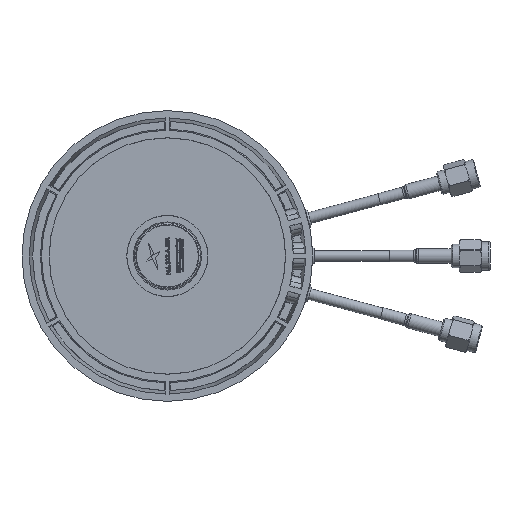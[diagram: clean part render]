
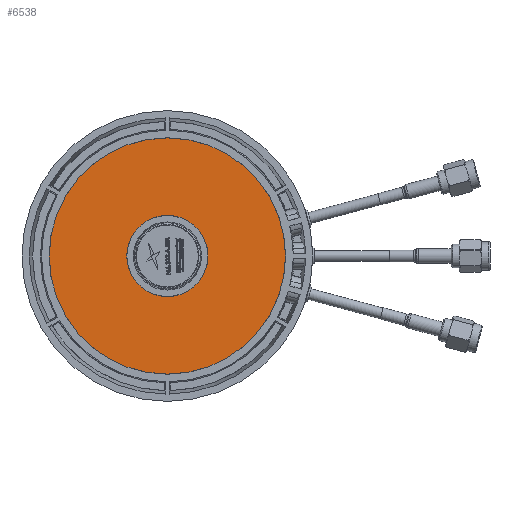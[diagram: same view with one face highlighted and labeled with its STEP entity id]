
A CAD part, front view. The second image highlights one B-rep face of the part: STEP entity #6538.
In plain terms, the highlighted planar face has unit normal (0, -1, 0).
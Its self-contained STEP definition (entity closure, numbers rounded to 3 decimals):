
#1068 = DIRECTION ( 'NONE',  ( 0., -1., 0. ) ) ;
#6538 = ADVANCED_FACE ( 'NONE', ( #11957, #104369 ), #59635, .T. ) ;
#9294 = CARTESIAN_POINT ( 'NONE',  ( 0., 0.5, -32.461 ) ) ;
#11957 = FACE_BOUND ( 'NONE', #54126, .T. ) ;
#12065 = DIRECTION ( 'NONE',  ( 0., 0., -1. ) ) ;
#15337 = EDGE_CURVE ( 'NONE', #101701, #101701, #34532, .T. ) ;
#25170 = DIRECTION ( 'NONE',  ( 0., -1., 0. ) ) ;
#34532 = CIRCLE ( 'NONE', #154434, 32.461 ) ;
#48029 = CARTESIAN_POINT ( 'NONE',  ( 0., 0.5, 0. ) ) ;
#50954 = CARTESIAN_POINT ( 'NONE',  ( 0., 0.5, 0. ) ) ;
#52428 = EDGE_LOOP ( 'NONE', ( #135511 ) ) ;
#52943 = ORIENTED_EDGE ( 'NONE', *, *, #130483, .F. ) ;
#54126 = EDGE_LOOP ( 'NONE', ( #52943 ) ) ;
#55592 = CIRCLE ( 'NONE', #105647, 11.142 ) ;
#59635 = PLANE ( 'NONE',  #121439 ) ;
#61956 = DIRECTION ( 'NONE',  ( 0., 0., -1. ) ) ;
#83989 = DIRECTION ( 'NONE',  ( 0., 0., -1. ) ) ;
#101701 = VERTEX_POINT ( 'NONE', #9294 ) ;
#104369 = FACE_OUTER_BOUND ( 'NONE', #52428, .T. ) ;
#105647 = AXIS2_PLACEMENT_3D ( 'NONE', #48029, #1068, #12065 ) ;
#106699 = VERTEX_POINT ( 'NONE', #129416 ) ;
#108963 = DIRECTION ( 'NONE',  ( 0., -1., 0. ) ) ;
#121439 = AXIS2_PLACEMENT_3D ( 'NONE', #122244, #108963, #61956 ) ;
#122244 = CARTESIAN_POINT ( 'NONE',  ( 0., 0.5, 0. ) ) ;
#129416 = CARTESIAN_POINT ( 'NONE',  ( 0., 0.5, -11.142 ) ) ;
#130483 = EDGE_CURVE ( 'NONE', #106699, #106699, #55592, .T. ) ;
#135511 = ORIENTED_EDGE ( 'NONE', *, *, #15337, .T. ) ;
#154434 = AXIS2_PLACEMENT_3D ( 'NONE', #50954, #25170, #83989 ) ;
